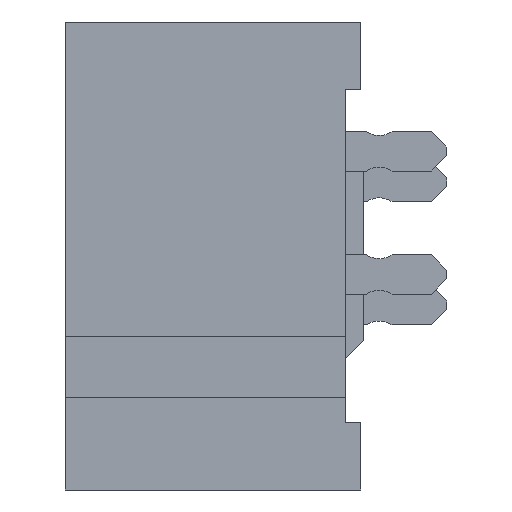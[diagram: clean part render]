
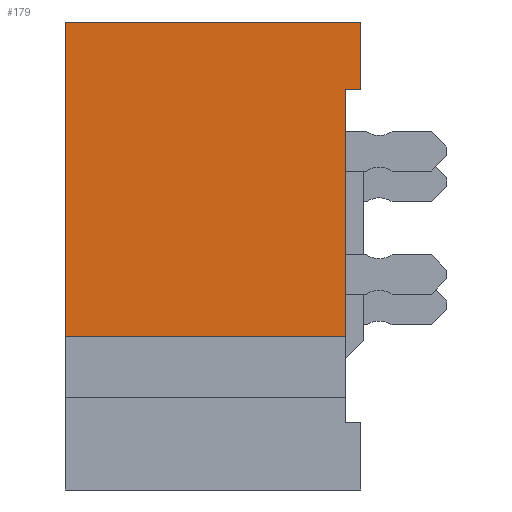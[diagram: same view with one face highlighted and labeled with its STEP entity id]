
A CAD part, left-side view. The second image highlights one B-rep face of the part: STEP entity #179.
In plain terms, the highlighted planar face has unit normal (-1, 0, 0).
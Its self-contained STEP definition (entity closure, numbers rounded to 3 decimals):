
#179 = ADVANCED_FACE( '', ( #453 ), #454, .F. );
#453 = FACE_OUTER_BOUND( '', #991, .T. );
#454 = PLANE( '', #992 );
#991 = EDGE_LOOP( '', ( #1706, #1707, #1708, #1709, #1710, #1711 ) );
#992 = AXIS2_PLACEMENT_3D( '', #1712, #1713, #1714 );
#1706 = ORIENTED_EDGE( '', *, *, #3870, .T. );
#1707 = ORIENTED_EDGE( '', *, *, #3871, .T. );
#1708 = ORIENTED_EDGE( '', *, *, #3852, .F. );
#1709 = ORIENTED_EDGE( '', *, *, #3872, .F. );
#1710 = ORIENTED_EDGE( '', *, *, #3873, .T. );
#1711 = ORIENTED_EDGE( '', *, *, #3833, .T. );
#1712 = CARTESIAN_POINT( '', ( -8.65, 4.8, -1.3 ) );
#1713 = DIRECTION( '', ( 1., 0., 0. ) );
#1714 = DIRECTION( '', ( 0., 0., -1. ) );
#3833 = EDGE_CURVE( '', #4665, #4663, #4666, .T. );
#3852 = EDGE_CURVE( '', #4698, #4700, #4701, .T. );
#3870 = EDGE_CURVE( '', #4663, #4729, #4730, .T. );
#3871 = EDGE_CURVE( '', #4729, #4700, #4731, .T. );
#3872 = EDGE_CURVE( '', #4732, #4698, #4733, .T. );
#3873 = EDGE_CURVE( '', #4732, #4665, #4734, .T. );
#4663 = VERTEX_POINT( '', #5987 );
#4665 = VERTEX_POINT( '', #5990 );
#4666 = LINE( '', #5991, #5992 );
#4698 = VERTEX_POINT( '', #6041 );
#4700 = VERTEX_POINT( '', #6044 );
#4701 = LINE( '', #6045, #6046 );
#4729 = VERTEX_POINT( '', #6091 );
#4730 = LINE( '', #6092, #6093 );
#4731 = LINE( '', #6094, #6095 );
#4732 = VERTEX_POINT( '', #6096 );
#4733 = LINE( '', #6097, #6098 );
#4734 = LINE( '', #6099, #6100 );
#5987 = CARTESIAN_POINT( '', ( -8.65, 0.25, 2.7 ) );
#5990 = CARTESIAN_POINT( '', ( -8.65, 0.25, -1.3 ) );
#5991 = CARTESIAN_POINT( '', ( -8.65, 0.25, -2.7 ) );
#5992 = VECTOR( '', #7689, 1000. );
#6041 = CARTESIAN_POINT( '', ( -8.65, 4.8, 3.8 ) );
#6044 = CARTESIAN_POINT( '', ( -8.65, 0., 3.8 ) );
#6045 = CARTESIAN_POINT( '', ( -8.65, 4.8, 3.8 ) );
#6046 = VECTOR( '', #7708, 1000. );
#6091 = CARTESIAN_POINT( '', ( -8.65, 0., 2.7 ) );
#6092 = CARTESIAN_POINT( '', ( -8.65, 0.25, 2.7 ) );
#6093 = VECTOR( '', #7726, 1000. );
#6094 = CARTESIAN_POINT( '', ( -8.65, 0., -1.3 ) );
#6095 = VECTOR( '', #7727, 1000. );
#6096 = CARTESIAN_POINT( '', ( -8.65, 4.8, -1.3 ) );
#6097 = CARTESIAN_POINT( '', ( -8.65, 4.8, -1.3 ) );
#6098 = VECTOR( '', #7728, 1000. );
#6099 = CARTESIAN_POINT( '', ( -8.65, 4.8, -1.3 ) );
#6100 = VECTOR( '', #7729, 1000. );
#7689 = DIRECTION( '', ( 0., 0., 1. ) );
#7708 = DIRECTION( '', ( 0., -1., 0. ) );
#7726 = DIRECTION( '', ( 0., -1., 0. ) );
#7727 = DIRECTION( '', ( 0., 0., 1. ) );
#7728 = DIRECTION( '', ( 0., 0., 1. ) );
#7729 = DIRECTION( '', ( 0., -1., 0. ) );
